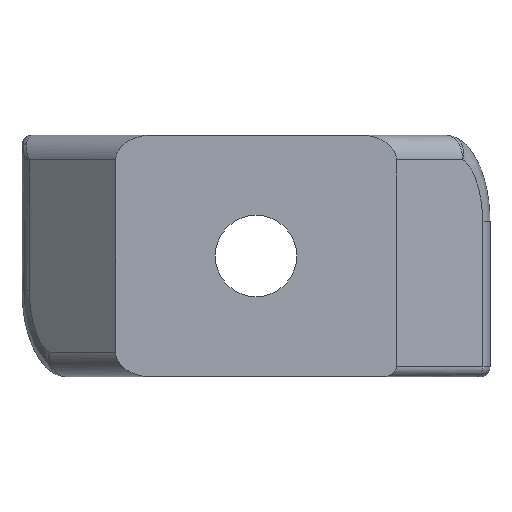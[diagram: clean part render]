
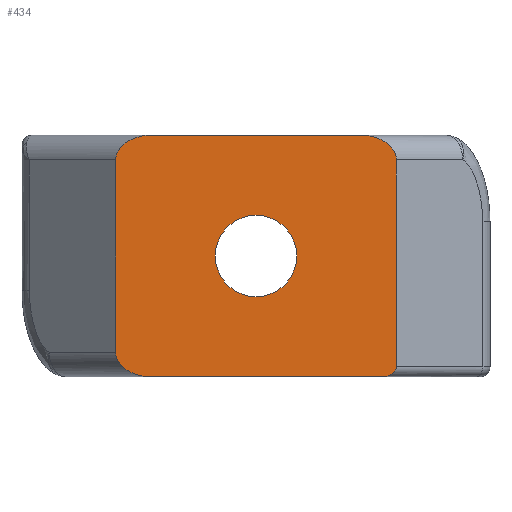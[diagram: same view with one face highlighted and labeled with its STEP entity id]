
A CAD part, front view. The second image highlights one B-rep face of the part: STEP entity #434.
In plain terms, the highlighted planar face has unit normal (0, -1, 0).
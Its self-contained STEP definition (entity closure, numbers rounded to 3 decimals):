
#5 = EDGE_CURVE ( 'NONE', #2399, #2958, #833, .T. ) ;
#14 = VECTOR ( 'NONE', #32, 1000. ) ;
#32 = DIRECTION ( 'NONE',  ( 0., 0., -1. ) ) ;
#119 = CARTESIAN_POINT ( 'NONE',  ( 5.7, 0., 0.4 ) ) ;
#130 = DIRECTION ( 'NONE',  ( 0., 0., 1. ) ) ;
#190 = CARTESIAN_POINT ( 'NONE',  ( -4.286, 0., 0. ) ) ;
#207 = CARTESIAN_POINT ( 'NONE',  ( -5.114, 0., 0. ) ) ;
#267 = VERTEX_POINT ( 'NONE', #1365 ) ;
#281 = VERTEX_POINT ( 'NONE', #297 ) ;
#297 = CARTESIAN_POINT ( 'NONE',  ( -4.286, 0., 0. ) ) ;
#318 = CARTESIAN_POINT ( 'NONE',  ( 4.286, 0., 9.8 ) ) ;
#325 = VERTEX_POINT ( 'NONE', #1120 ) ;
#357 = CARTESIAN_POINT ( 'NONE',  ( 5.466, 0., 0. ) ) ;
#434 = ADVANCED_FACE ( 'NONE', ( #2128, #1288 ), #2475, .F. ) ;
#484 = EDGE_CURVE ( 'NONE', #1815, #2993, #576, .T. ) ;
#489 = DIRECTION ( 'NONE',  ( 0., 0., 1. ) ) ;
#495 = VECTOR ( 'NONE', #543, 1000. ) ;
#528 = EDGE_CURVE ( 'NONE', #281, #267, #953, .T. ) ;
#543 = DIRECTION ( 'NONE',  ( 0., 0., -1. ) ) ;
#576 =( BOUNDED_CURVE ( )  B_SPLINE_CURVE ( 3, ( #2977, #876, #1376, #318 ),
 .UNSPECIFIED., .F., .T. ) 
 B_SPLINE_CURVE_WITH_KNOTS ( ( 4, 4 ),
 ( 3.142, 4.712 ),
 .UNSPECIFIED. ) 
 CURVE ( )  GEOMETRIC_REPRESENTATION_ITEM ( )  RATIONAL_B_SPLINE_CURVE ( ( 1., 0.805, 0.805, 1. ) ) 
 REPRESENTATION_ITEM ( '' )  );
#635 = CARTESIAN_POINT ( 'NONE',  ( -4.286, 0., 9.8 ) ) ;
#719 = EDGE_CURVE ( 'NONE', #2958, #2399, #1821, .T. ) ;
#760 = VERTEX_POINT ( 'NONE', #635 ) ;
#764 = CARTESIAN_POINT ( 'NONE',  ( 4.286, 0., 9.8 ) ) ;
#833 = CIRCLE ( 'NONE', #898, 1.65 ) ;
#876 = CARTESIAN_POINT ( 'NONE',  ( 5.7, 0., 9.386 ) ) ;
#898 = AXIS2_PLACEMENT_3D ( 'NONE', #2864, #1535, #489 ) ;
#921 = ORIENTED_EDGE ( 'NONE', *, *, #5, .T. ) ;
#953 = LINE ( 'NONE', #1105, #2918 ) ;
#1105 = CARTESIAN_POINT ( 'NONE',  ( -5.7, 0., 0. ) ) ;
#1120 = CARTESIAN_POINT ( 'NONE',  ( 5.7, 0., 0.4 ) ) ;
#1147 = CARTESIAN_POINT ( 'NONE',  ( 0., 0., 4.9 ) ) ;
#1149 = ORIENTED_EDGE ( 'NONE', *, *, #484, .T. ) ;
#1172 = CARTESIAN_POINT ( 'NONE',  ( -5.7, 0., 9.386 ) ) ;
#1181 = CARTESIAN_POINT ( 'NONE',  ( 5.134, 0., 0. ) ) ;
#1183 = EDGE_CURVE ( 'NONE', #267, #325, #1799, .T. ) ;
#1288 = FACE_OUTER_BOUND ( 'NONE', #2371, .T. ) ;
#1321 = ORIENTED_EDGE ( 'NONE', *, *, #2366, .F. ) ;
#1353 = EDGE_CURVE ( 'NONE', #760, #2839, #3406, .T. ) ;
#1365 = CARTESIAN_POINT ( 'NONE',  ( 5.134, 0., 0. ) ) ;
#1376 = CARTESIAN_POINT ( 'NONE',  ( 5.114, 0., 9.8 ) ) ;
#1397 = DIRECTION ( 'NONE',  ( 1., 0., 0. ) ) ;
#1415 = VECTOR ( 'NONE', #2185, 1000. ) ;
#1490 = EDGE_CURVE ( 'NONE', #2658, #281, #2782, .T. ) ;
#1535 = DIRECTION ( 'NONE',  ( 0., 1., 0. ) ) ;
#1595 = ORIENTED_EDGE ( 'NONE', *, *, #2408, .T. ) ;
#1619 = LINE ( 'NONE', #2450, #495 ) ;
#1631 = CARTESIAN_POINT ( 'NONE',  ( 5.7, 0., 8.8 ) ) ;
#1649 = CARTESIAN_POINT ( 'NONE',  ( -5.7, 0., 9.8 ) ) ;
#1653 = CARTESIAN_POINT ( 'NONE',  ( -5.7, 0., 1. ) ) ;
#1707 = DIRECTION ( 'NONE',  ( 0., 1., 0. ) ) ;
#1795 = CARTESIAN_POINT ( 'NONE',  ( -5.7, 0., 1. ) ) ;
#1799 =( BOUNDED_CURVE ( )  B_SPLINE_CURVE ( 3, ( #1181, #357, #2259, #119 ),
 .UNSPECIFIED., .F., .F. ) 
 B_SPLINE_CURVE_WITH_KNOTS ( ( 4, 4 ),
 ( 4.712, 6.283 ),
 .UNSPECIFIED. ) 
 CURVE ( )  GEOMETRIC_REPRESENTATION_ITEM ( )  RATIONAL_B_SPLINE_CURVE ( ( 1., 0.805, 0.805, 1. ) ) 
 REPRESENTATION_ITEM ( '' )  );
#1815 = VERTEX_POINT ( 'NONE', #1631 ) ;
#1821 = CIRCLE ( 'NONE', #2603, 1.65 ) ;
#1840 = EDGE_LOOP ( 'NONE', ( #921, #3451 ) ) ;
#2003 = LINE ( 'NONE', #2415, #14 ) ;
#2128 = FACE_BOUND ( 'NONE', #1840, .T. ) ;
#2172 = DIRECTION ( 'NONE',  ( 0., 1., 0. ) ) ;
#2185 = DIRECTION ( 'NONE',  ( 1., 0., 0. ) ) ;
#2204 = DIRECTION ( 'NONE',  ( 0., 0., 1. ) ) ;
#2222 = ORIENTED_EDGE ( 'NONE', *, *, #528, .T. ) ;
#2259 = CARTESIAN_POINT ( 'NONE',  ( 5.7, 0., 0.166 ) ) ;
#2306 = ORIENTED_EDGE ( 'NONE', *, *, #1353, .T. ) ;
#2332 = LINE ( 'NONE', #1649, #1415 ) ;
#2366 = EDGE_CURVE ( 'NONE', #760, #2993, #2332, .T. ) ;
#2371 = EDGE_LOOP ( 'NONE', ( #1321, #2306, #1595, #3189, #2222, #2548, #2631, #1149 ) ) ;
#2399 = VERTEX_POINT ( 'NONE', #2947 ) ;
#2408 = EDGE_CURVE ( 'NONE', #2839, #2658, #1619, .T. ) ;
#2415 = CARTESIAN_POINT ( 'NONE',  ( 5.7, 0., 9.8 ) ) ;
#2450 = CARTESIAN_POINT ( 'NONE',  ( -5.7, 0., 9.8 ) ) ;
#2475 = PLANE ( 'NONE',  #3302 ) ;
#2513 = CARTESIAN_POINT ( 'NONE',  ( -4.286, 0., 9.8 ) ) ;
#2534 = CARTESIAN_POINT ( 'NONE',  ( -5.7, 0., 8.8 ) ) ;
#2548 = ORIENTED_EDGE ( 'NONE', *, *, #1183, .T. ) ;
#2589 = CARTESIAN_POINT ( 'NONE',  ( 0., 0., 3.25 ) ) ;
#2603 = AXIS2_PLACEMENT_3D ( 'NONE', #1147, #1707, #130 ) ;
#2631 = ORIENTED_EDGE ( 'NONE', *, *, #3160, .F. ) ;
#2658 = VERTEX_POINT ( 'NONE', #1653 ) ;
#2782 =( BOUNDED_CURVE ( )  B_SPLINE_CURVE ( 3, ( #1795, #3395, #207, #190 ),
 .UNSPECIFIED., .F., .T. ) 
 B_SPLINE_CURVE_WITH_KNOTS ( ( 4, 4 ),
 ( 3.142, 4.712 ),
 .UNSPECIFIED. ) 
 CURVE ( )  GEOMETRIC_REPRESENTATION_ITEM ( )  RATIONAL_B_SPLINE_CURVE ( ( 1., 0.805, 0.805, 1. ) ) 
 REPRESENTATION_ITEM ( '' )  );
#2800 = CARTESIAN_POINT ( 'NONE',  ( -5.114, 0., 9.8 ) ) ;
#2839 = VERTEX_POINT ( 'NONE', #2850 ) ;
#2850 = CARTESIAN_POINT ( 'NONE',  ( -5.7, 0., 8.8 ) ) ;
#2864 = CARTESIAN_POINT ( 'NONE',  ( 0., 0., 4.9 ) ) ;
#2918 = VECTOR ( 'NONE', #1397, 1000. ) ;
#2947 = CARTESIAN_POINT ( 'NONE',  ( 0., 0., 6.55 ) ) ;
#2958 = VERTEX_POINT ( 'NONE', #2589 ) ;
#2977 = CARTESIAN_POINT ( 'NONE',  ( 5.7, 0., 8.8 ) ) ;
#2993 = VERTEX_POINT ( 'NONE', #764 ) ;
#3160 = EDGE_CURVE ( 'NONE', #1815, #325, #2003, .T. ) ;
#3189 = ORIENTED_EDGE ( 'NONE', *, *, #1490, .T. ) ;
#3274 = CARTESIAN_POINT ( 'NONE',  ( -5.7, 0., 9.8 ) ) ;
#3302 = AXIS2_PLACEMENT_3D ( 'NONE', #3274, #2172, #2204 ) ;
#3395 = CARTESIAN_POINT ( 'NONE',  ( -5.7, 0., 0.414 ) ) ;
#3406 =( BOUNDED_CURVE ( )  B_SPLINE_CURVE ( 3, ( #2513, #2800, #1172, #2534 ),
 .UNSPECIFIED., .F., .T. ) 
 B_SPLINE_CURVE_WITH_KNOTS ( ( 4, 4 ),
 ( 4.712, 6.283 ),
 .UNSPECIFIED. ) 
 CURVE ( )  GEOMETRIC_REPRESENTATION_ITEM ( )  RATIONAL_B_SPLINE_CURVE ( ( 1., 0.805, 0.805, 1. ) ) 
 REPRESENTATION_ITEM ( '' )  );
#3451 = ORIENTED_EDGE ( 'NONE', *, *, #719, .T. ) ;
